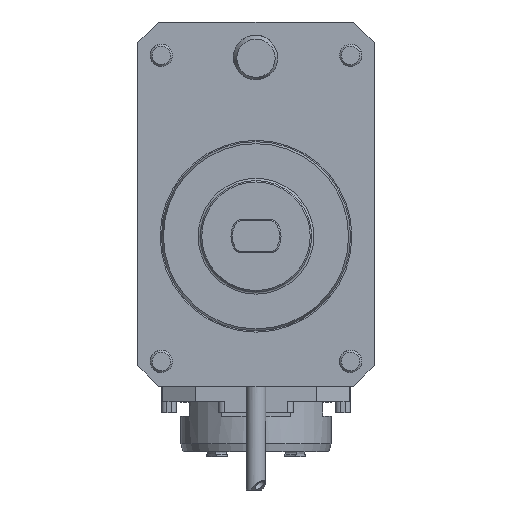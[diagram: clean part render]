
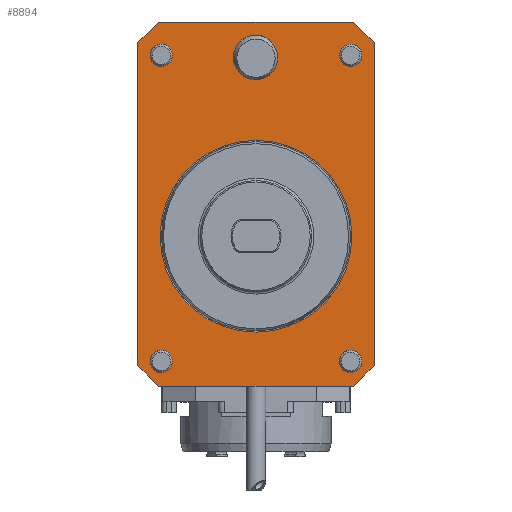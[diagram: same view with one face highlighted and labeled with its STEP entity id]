
A CAD part, front view. The second image highlights one B-rep face of the part: STEP entity #8894.
In plain terms, the highlighted planar face has unit normal (0, -1, 0).
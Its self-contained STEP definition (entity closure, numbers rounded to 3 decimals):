
#165 = CIRCLE ( 'NONE', #3156, 7.6 ) ;
#525 = ORIENTED_EDGE ( 'NONE', *, *, #26447, .T. ) ;
#1124 = LINE ( 'NONE', #12447, #33502 ) ;
#1284 = AXIS2_PLACEMENT_3D ( 'NONE', #7184, #24815, #1993 ) ;
#1406 = FACE_OUTER_BOUND ( 'NONE', #26833, .T. ) ;
#1888 = ORIENTED_EDGE ( 'NONE', *, *, #14646, .T. ) ;
#1993 = DIRECTION ( 'NONE',  ( 0., 0., 1. ) ) ;
#2013 = DIRECTION ( 'NONE',  ( 1., 0., 0. ) ) ;
#2137 = DIRECTION ( 'NONE',  ( -0.707, 0., -0.707 ) ) ;
#3156 = AXIS2_PLACEMENT_3D ( 'NONE', #14102, #22840, #25601 ) ;
#3291 = EDGE_CURVE ( 'NONE', #21310, #21310, #19685, .T. ) ;
#3371 = DIRECTION ( 'NONE',  ( 0., 1., 0. ) ) ;
#4245 = VECTOR ( 'NONE', #2137, 1000. ) ;
#4373 = CARTESIAN_POINT ( 'NONE',  ( 0., -80., 64. ) ) ;
#4560 = CARTESIAN_POINT ( 'NONE',  ( 35., -80., -54. ) ) ;
#4910 = FACE_BOUND ( 'NONE', #19451, .T. ) ;
#4952 = VECTOR ( 'NONE', #5655, 1000. ) ;
#5098 = CARTESIAN_POINT ( 'NONE',  ( 35., -80., 77. ) ) ;
#5459 = EDGE_CURVE ( 'NONE', #23964, #9252, #19830, .T. ) ;
#5655 = DIRECTION ( 'NONE',  ( 0., 0., -1. ) ) ;
#5723 = CARTESIAN_POINT ( 'NONE',  ( -42.5, -80., 69.5 ) ) ;
#6111 = CARTESIAN_POINT ( 'NONE',  ( -35., -80., -54. ) ) ;
#6148 = CARTESIAN_POINT ( 'NONE',  ( 0., -80., 0. ) ) ;
#6240 = ORIENTED_EDGE ( 'NONE', *, *, #29225, .T. ) ;
#7184 = CARTESIAN_POINT ( 'NONE',  ( -34., -80., 65. ) ) ;
#7861 = AXIS2_PLACEMENT_3D ( 'NONE', #14110, #18955, #36412 ) ;
#7929 = VERTEX_POINT ( 'NONE', #19240 ) ;
#8418 = EDGE_CURVE ( 'NONE', #15239, #21663, #30652, .T. ) ;
#8602 = EDGE_CURVE ( 'NONE', #22208, #22208, #22589, .T. ) ;
#8654 = EDGE_LOOP ( 'NONE', ( #26691 ) ) ;
#8822 = EDGE_CURVE ( 'NONE', #18579, #23595, #13093, .T. ) ;
#8877 = DIRECTION ( 'NONE',  ( 0.707, 0., -0.707 ) ) ;
#8894 = ADVANCED_FACE ( 'Defeature completata1_10', ( #35543, #32953, #30331, #35730, #18840, #1406, #4910 ), #18473, .T. ) ;
#8901 = VERTEX_POINT ( 'NONE', #4560 ) ;
#9000 = CARTESIAN_POINT ( 'NONE',  ( -42.5, -80., -46.5 ) ) ;
#9252 = VERTEX_POINT ( 'NONE', #6111 ) ;
#9265 = ORIENTED_EDGE ( 'NONE', *, *, #8418, .T. ) ;
#9402 = EDGE_CURVE ( 'NONE', #9252, #8901, #18890, .T. ) ;
#9548 = DIRECTION ( 'NONE',  ( 0., 1., 0. ) ) ;
#9848 = CARTESIAN_POINT ( 'NONE',  ( -34., -80., -45. ) ) ;
#9995 = CARTESIAN_POINT ( 'NONE',  ( -42.5, -80., -54. ) ) ;
#10262 = CIRCLE ( 'NONE', #7861, 4. ) ;
#11370 = LINE ( 'NONE', #5098, #36527 ) ;
#11629 = CIRCLE ( 'NONE', #20539, 34.465 ) ;
#11754 = EDGE_LOOP ( 'NONE', ( #13494 ) ) ;
#12074 = DIRECTION ( 'NONE',  ( 0., 1., 0. ) ) ;
#12447 = CARTESIAN_POINT ( 'NONE',  ( 42.5, -80., -46.5 ) ) ;
#12872 = CARTESIAN_POINT ( 'NONE',  ( -35., -80., 77. ) ) ;
#13017 = VECTOR ( 'NONE', #8877, 1000. ) ;
#13093 = LINE ( 'NONE', #21614, #4245 ) ;
#13220 = DIRECTION ( 'NONE',  ( 0., 0., 1. ) ) ;
#13494 = ORIENTED_EDGE ( 'NONE', *, *, #3291, .T. ) ;
#14102 = CARTESIAN_POINT ( 'NONE',  ( -0.163, -80., 64.252 ) ) ;
#14110 = CARTESIAN_POINT ( 'NONE',  ( 34., -80., -45. ) ) ;
#14346 = ORIENTED_EDGE ( 'NONE', *, *, #5459, .T. ) ;
#14646 = EDGE_CURVE ( 'NONE', #7929, #7929, #10262, .T. ) ;
#14889 = ORIENTED_EDGE ( 'NONE', *, *, #21996, .T. ) ;
#14948 = DIRECTION ( 'NONE',  ( 0., 0., 1. ) ) ;
#15145 = CARTESIAN_POINT ( 'NONE',  ( 42.5, -80., -46.5 ) ) ;
#15239 = VERTEX_POINT ( 'NONE', #15145 ) ;
#15489 = DIRECTION ( 'NONE',  ( -1., 0., 0. ) ) ;
#15675 = CARTESIAN_POINT ( 'NONE',  ( 42.5, -80., 69.5 ) ) ;
#15681 = DIRECTION ( 'NONE',  ( 0., 0., -1. ) ) ;
#15734 = CARTESIAN_POINT ( 'NONE',  ( -34., -80., -41. ) ) ;
#15839 = AXIS2_PLACEMENT_3D ( 'NONE', #20138, #9548, #14948 ) ;
#17572 = VERTEX_POINT ( 'NONE', #35864 ) ;
#18168 = ORIENTED_EDGE ( 'NONE', *, *, #30974, .T. ) ;
#18313 = CARTESIAN_POINT ( 'NONE',  ( 34., -80., 69. ) ) ;
#18470 = CARTESIAN_POINT ( 'NONE',  ( -42.5, -80., 77. ) ) ;
#18473 = PLANE ( 'NONE',  #34468 ) ;
#18481 = CARTESIAN_POINT ( 'NONE',  ( 0., -80., 34.465 ) ) ;
#18579 = VERTEX_POINT ( 'NONE', #12872 ) ;
#18840 = FACE_BOUND ( 'NONE', #29064, .T. ) ;
#18890 = LINE ( 'NONE', #9995, #32306 ) ;
#18955 = DIRECTION ( 'NONE',  ( 0., 1., 0. ) ) ;
#19240 = CARTESIAN_POINT ( 'NONE',  ( 34., -80., -41. ) ) ;
#19424 = ORIENTED_EDGE ( 'NONE', *, *, #21586, .T. ) ;
#19451 = EDGE_LOOP ( 'NONE', ( #525 ) ) ;
#19685 = CIRCLE ( 'NONE', #29196, 4. ) ;
#19752 = CARTESIAN_POINT ( 'NONE',  ( -42.5, -80., 77. ) ) ;
#19830 = LINE ( 'NONE', #34309, #13017 ) ;
#20138 = CARTESIAN_POINT ( 'NONE',  ( 34., -80., 65. ) ) ;
#20539 = AXIS2_PLACEMENT_3D ( 'NONE', #6148, #3371, #31376 ) ;
#21042 = EDGE_LOOP ( 'NONE', ( #1888 ) ) ;
#21186 = CIRCLE ( 'NONE', #15839, 4. ) ;
#21187 = DIRECTION ( 'NONE',  ( 0., 0., 1. ) ) ;
#21310 = VERTEX_POINT ( 'NONE', #15734 ) ;
#21586 = EDGE_CURVE ( 'NONE', #17572, #18579, #23294, .T. ) ;
#21614 = CARTESIAN_POINT ( 'NONE',  ( -42.5, -80., 69.5 ) ) ;
#21663 = VERTEX_POINT ( 'NONE', #15675 ) ;
#21808 = DIRECTION ( 'NONE',  ( 0., -1., 0. ) ) ;
#21996 = EDGE_CURVE ( 'NONE', #23595, #23964, #33860, .T. ) ;
#22077 = VECTOR ( 'NONE', #13220, 1000. ) ;
#22208 = VERTEX_POINT ( 'NONE', #35982 ) ;
#22589 = CIRCLE ( 'NONE', #1284, 4. ) ;
#22840 = DIRECTION ( 'NONE',  ( 0., 1., 0. ) ) ;
#23294 = LINE ( 'NONE', #18470, #24512 ) ;
#23595 = VERTEX_POINT ( 'NONE', #5723 ) ;
#23758 = DIRECTION ( 'NONE',  ( 0.707, 0., 0.707 ) ) ;
#23858 = VERTEX_POINT ( 'NONE', #18481 ) ;
#23964 = VERTEX_POINT ( 'NONE', #9000 ) ;
#24140 = EDGE_LOOP ( 'NONE', ( #6240 ) ) ;
#24228 = CARTESIAN_POINT ( 'NONE',  ( -0.163, -80., 56.652 ) ) ;
#24512 = VECTOR ( 'NONE', #15489, 1000. ) ;
#24815 = DIRECTION ( 'NONE',  ( 0., 1., 0. ) ) ;
#25601 = DIRECTION ( 'NONE',  ( 0., 0., -1. ) ) ;
#25973 = EDGE_CURVE ( 'NONE', #35383, #35383, #21186, .T. ) ;
#26447 = EDGE_CURVE ( 'NONE', #23858, #23858, #11629, .T. ) ;
#26691 = ORIENTED_EDGE ( 'NONE', *, *, #8602, .T. ) ;
#26833 = EDGE_LOOP ( 'NONE', ( #36308, #18168, #9265, #31328, #19424, #32803, #14889, #14346 ) ) ;
#28226 = CARTESIAN_POINT ( 'NONE',  ( 42.5, -80., 77. ) ) ;
#29064 = EDGE_LOOP ( 'NONE', ( #33335 ) ) ;
#29196 = AXIS2_PLACEMENT_3D ( 'NONE', #9848, #12074, #21187 ) ;
#29225 = EDGE_CURVE ( 'NONE', #34832, #34832, #165, .T. ) ;
#30331 = FACE_BOUND ( 'NONE', #21042, .T. ) ;
#30652 = LINE ( 'NONE', #28226, #22077 ) ;
#30696 = DIRECTION ( 'NONE',  ( -0.707, 0., 0.707 ) ) ;
#30974 = EDGE_CURVE ( 'NONE', #8901, #15239, #1124, .T. ) ;
#31328 = ORIENTED_EDGE ( 'NONE', *, *, #35044, .T. ) ;
#31376 = DIRECTION ( 'NONE',  ( 0., 0., 1. ) ) ;
#32306 = VECTOR ( 'NONE', #2013, 1000. ) ;
#32803 = ORIENTED_EDGE ( 'NONE', *, *, #8822, .T. ) ;
#32953 = FACE_BOUND ( 'NONE', #11754, .T. ) ;
#33335 = ORIENTED_EDGE ( 'NONE', *, *, #25973, .T. ) ;
#33502 = VECTOR ( 'NONE', #23758, 1000. ) ;
#33860 = LINE ( 'NONE', #19752, #4952 ) ;
#34309 = CARTESIAN_POINT ( 'NONE',  ( -35., -80., -54. ) ) ;
#34468 = AXIS2_PLACEMENT_3D ( 'NONE', #4373, #21808, #15681 ) ;
#34832 = VERTEX_POINT ( 'NONE', #24228 ) ;
#35044 = EDGE_CURVE ( 'NONE', #21663, #17572, #11370, .T. ) ;
#35383 = VERTEX_POINT ( 'NONE', #18313 ) ;
#35543 = FACE_BOUND ( 'NONE', #24140, .T. ) ;
#35730 = FACE_BOUND ( 'NONE', #8654, .T. ) ;
#35864 = CARTESIAN_POINT ( 'NONE',  ( 35., -80., 77. ) ) ;
#35982 = CARTESIAN_POINT ( 'NONE',  ( -34., -80., 69. ) ) ;
#36308 = ORIENTED_EDGE ( 'NONE', *, *, #9402, .T. ) ;
#36412 = DIRECTION ( 'NONE',  ( 0., 0., 1. ) ) ;
#36527 = VECTOR ( 'NONE', #30696, 1000. ) ;
